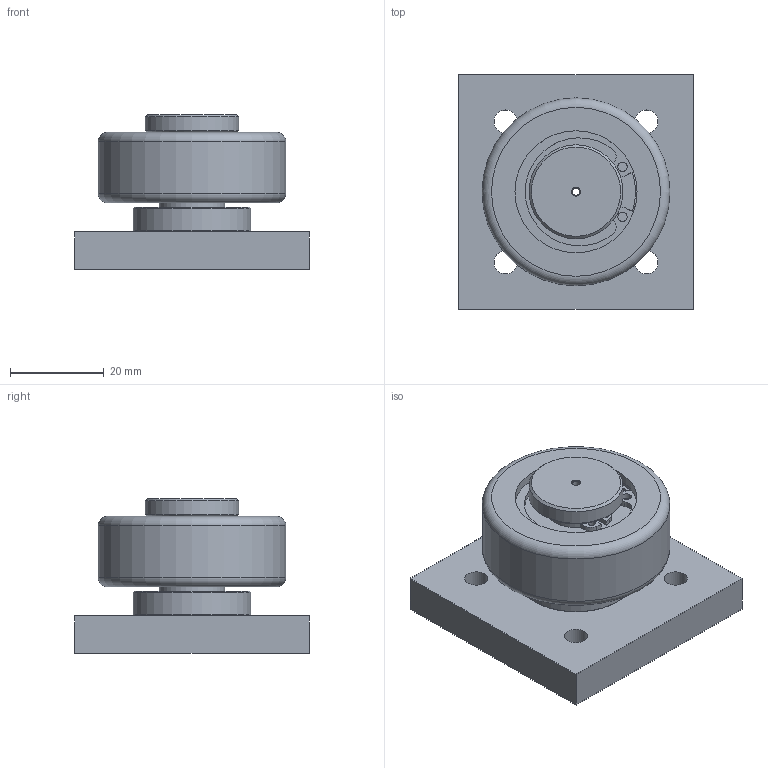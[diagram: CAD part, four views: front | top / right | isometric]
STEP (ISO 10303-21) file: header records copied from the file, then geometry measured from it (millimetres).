
FILE_DESCRIPTION(/* description */ ('-','CAx-IF Rec.Pracs.---Representation and Presentation of Product Manufacturing Information (PMI)---4.0---2014-10-13'),/* implementation_level */ '2;1');
FILE_NAME(/* name */ 'adf1b6fb-5a79-45a0-8330-9c48393d1b66.stp',/* time_stamp */ '2020-04-01T16:10:37+02:00',/* author */ ('-'),/* organization */ ('NTI CADcenter A/S'),/* preprocessor_version */ 'ST-DEVELOPER v18',/* originating_system */ 'Autodesk Inventor 2020',/* authorisation */ '-');
FILE_SCHEMA (('AP242_MANAGED_MODEL_BASED_3D_ENGINEERING_MIM_LF { 1 0 10303 442 1 1 4 }'));
Length unit declared in the file: millimetre
Products named in the file (1): PAS 040.0360 BQ1000_Kontur
Bounding box: 50 x 50 x 33 mm (x, y, z)
Volume: 37886.6 mm3; surface area: 13862.9 mm2
Topology: 1 solids, 1 shells, 82 faces, 221 edges, 152 vertices
Faces by surface type: plane 33, cylinder 33, cone 12, torus 4
Full cylindrical faces by diameter (mm): 1.5 x3, 2 x2, 4.917 x5, 6 x1, 9.6 x1, 10 x2, 14 x1, 20 x2, 22 x1, 25 x1, 26 x2, 27.2 x1, 40 x1
Entity records: 2744 total; most frequent: DIRECTION 521, CARTESIAN_POINT 456, ORIENTED_EDGE 442, EDGE_CURVE 221, AXIS2_PLACEMENT_3D 217, VERTEX_POINT 152, CIRCLE 134, EDGE_LOOP 109
